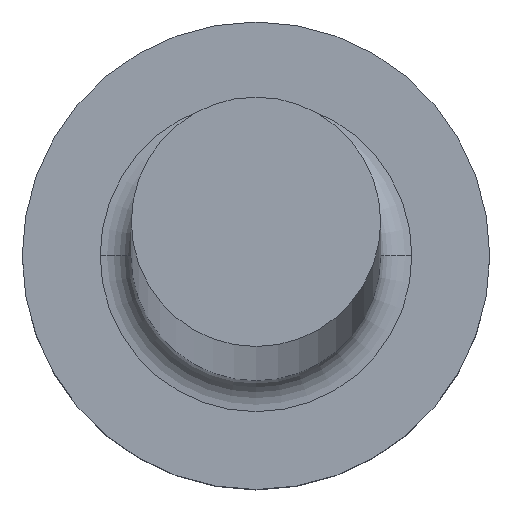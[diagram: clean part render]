
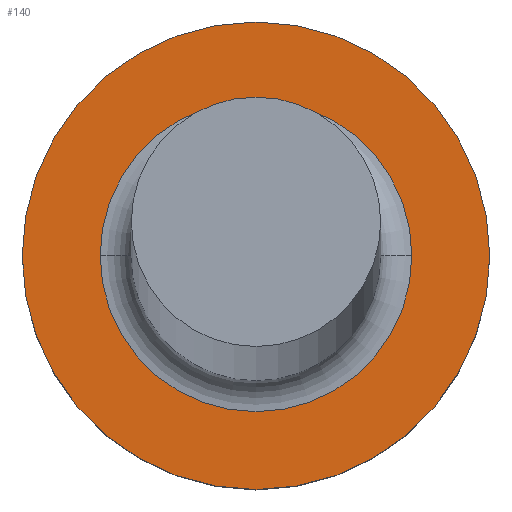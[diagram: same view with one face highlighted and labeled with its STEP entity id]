
A CAD part, top view. The second image highlights one B-rep face of the part: STEP entity #140.
In plain terms, the highlighted planar face has unit normal (0, 0, 1).
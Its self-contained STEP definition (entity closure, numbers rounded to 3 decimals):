
#1 = CARTESIAN_POINT ( 'NONE',  ( 0., 0., 1.5 ) ) ;
#2 = CARTESIAN_POINT ( 'NONE',  ( 0., 0., 1.5 ) ) ;
#4 = DIRECTION ( 'NONE',  ( 1., 0., 0. ) ) ;
#5 = CIRCLE ( 'NONE', #20, 1. ) ;
#14 = CIRCLE ( 'NONE', #243, 1.5 ) ;
#19 = PLANE ( 'NONE',  #288 ) ;
#20 = AXIS2_PLACEMENT_3D ( 'NONE', #154, #59, #4 ) ;
#30 = CARTESIAN_POINT ( 'NONE',  ( -1.5, 0., 1.5 ) ) ;
#35 = VERTEX_POINT ( 'NONE', #267 ) ;
#43 = CIRCLE ( 'NONE', #303, 1. ) ;
#47 = FACE_BOUND ( 'NONE', #138, .T. ) ;
#59 = DIRECTION ( 'NONE',  ( 0., 0., -1. ) ) ;
#78 = FACE_OUTER_BOUND ( 'NONE', #258, .T. ) ;
#86 = DIRECTION ( 'NONE',  ( 0., 0., -1. ) ) ;
#89 = DIRECTION ( 'NONE',  ( 1., 0., 0. ) ) ;
#93 = VERTEX_POINT ( 'NONE', #99 ) ;
#99 = CARTESIAN_POINT ( 'NONE',  ( 1.5, 0., 1.5 ) ) ;
#103 = CARTESIAN_POINT ( 'NONE',  ( 0., 0., 1.5 ) ) ;
#112 = VERTEX_POINT ( 'NONE', #246 ) ;
#138 = EDGE_LOOP ( 'NONE', ( #277, #296 ) ) ;
#140 = ADVANCED_FACE ( 'NONE', ( #47, #78 ), #19, .T. ) ;
#154 = CARTESIAN_POINT ( 'NONE',  ( 0., 0., 1.5 ) ) ;
#158 = DIRECTION ( 'NONE',  ( 1., 0., 0. ) ) ;
#169 = DIRECTION ( 'NONE',  ( 1., 0., 0. ) ) ;
#181 = EDGE_CURVE ( 'NONE', #35, #112, #43, .T. ) ;
#202 = DIRECTION ( 'NONE',  ( 0., 0., 1. ) ) ;
#206 = DIRECTION ( 'NONE',  ( 0., 0., 1. ) ) ;
#227 = CARTESIAN_POINT ( 'NONE',  ( 0., 0., 1.5 ) ) ;
#229 = DIRECTION ( 'NONE',  ( 1., 0., 0. ) ) ;
#240 = DIRECTION ( 'NONE',  ( 0., 0., 1. ) ) ;
#243 = AXIS2_PLACEMENT_3D ( 'NONE', #227, #206, #89 ) ;
#246 = CARTESIAN_POINT ( 'NONE',  ( 1., 0., 1.5 ) ) ;
#255 = VERTEX_POINT ( 'NONE', #30 ) ;
#258 = EDGE_LOOP ( 'NONE', ( #283, #279 ) ) ;
#267 = CARTESIAN_POINT ( 'NONE',  ( -1., 0., 1.5 ) ) ;
#270 = EDGE_CURVE ( 'NONE', #255, #93, #280, .T. ) ;
#277 = ORIENTED_EDGE ( 'NONE', *, *, #301, .T. ) ;
#279 = ORIENTED_EDGE ( 'NONE', *, *, #293, .T. ) ;
#280 = CIRCLE ( 'NONE', #289, 1.5 ) ;
#283 = ORIENTED_EDGE ( 'NONE', *, *, #270, .T. ) ;
#288 = AXIS2_PLACEMENT_3D ( 'NONE', #103, #240, #169 ) ;
#289 = AXIS2_PLACEMENT_3D ( 'NONE', #2, #202, #229 ) ;
#293 = EDGE_CURVE ( 'NONE', #93, #255, #14, .T. ) ;
#296 = ORIENTED_EDGE ( 'NONE', *, *, #181, .T. ) ;
#301 = EDGE_CURVE ( 'NONE', #112, #35, #5, .T. ) ;
#303 = AXIS2_PLACEMENT_3D ( 'NONE', #1, #86, #158 ) ;
